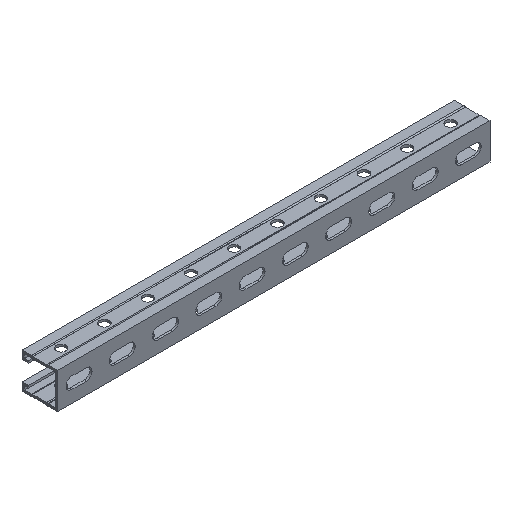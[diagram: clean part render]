
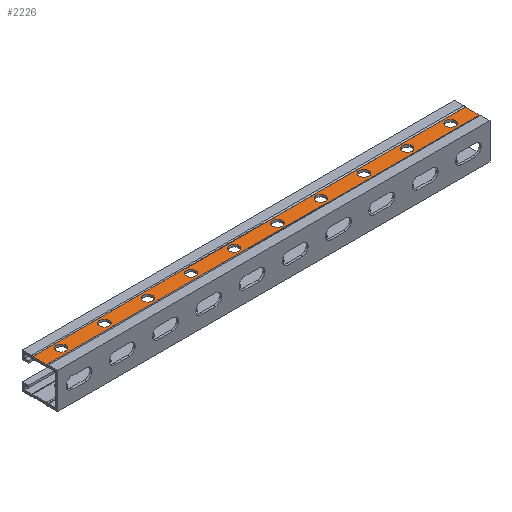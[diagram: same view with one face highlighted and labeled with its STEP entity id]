
A CAD part, isometric view. The second image highlights one B-rep face of the part: STEP entity #2226.
In plain terms, the highlighted planar face has unit normal (0, 0, 1).
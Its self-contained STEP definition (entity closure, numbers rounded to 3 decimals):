
#120=FACE_BOUND('',#490,.T.);
#121=FACE_BOUND('',#491,.T.);
#122=FACE_BOUND('',#492,.T.);
#123=FACE_BOUND('',#493,.T.);
#124=FACE_BOUND('',#494,.T.);
#125=FACE_BOUND('',#495,.T.);
#126=FACE_BOUND('',#496,.T.);
#127=FACE_BOUND('',#497,.T.);
#128=FACE_BOUND('',#498,.T.);
#129=FACE_BOUND('',#499,.T.);
#170=CIRCLE('',#2315,5.5);
#174=CIRCLE('',#2321,5.5);
#178=CIRCLE('',#2327,5.5);
#182=CIRCLE('',#2333,5.5);
#186=CIRCLE('',#2339,5.5);
#190=CIRCLE('',#2345,5.5);
#194=CIRCLE('',#2351,5.5);
#198=CIRCLE('',#2357,5.5);
#202=CIRCLE('',#2363,5.5);
#206=CIRCLE('',#2369,5.5);
#337=FACE_OUTER_BOUND('',#489,.T.);
#489=EDGE_LOOP('',(#1872,#1873,#1874,#1875));
#490=EDGE_LOOP('',(#1876));
#491=EDGE_LOOP('',(#1877));
#492=EDGE_LOOP('',(#1878));
#493=EDGE_LOOP('',(#1879));
#494=EDGE_LOOP('',(#1880));
#495=EDGE_LOOP('',(#1881));
#496=EDGE_LOOP('',(#1882));
#497=EDGE_LOOP('',(#1883));
#498=EDGE_LOOP('',(#1884));
#499=EDGE_LOOP('',(#1885));
#685=LINE('',#3667,#873);
#686=LINE('',#3670,#874);
#687=LINE('',#3672,#875);
#688=LINE('',#3673,#876);
#873=VECTOR('',#3057,10.);
#874=VECTOR('',#3060,10.);
#875=VECTOR('',#3061,10.);
#876=VECTOR('',#3062,10.);
#1010=VERTEX_POINT('',#3376);
#1014=VERTEX_POINT('',#3388);
#1018=VERTEX_POINT('',#3400);
#1022=VERTEX_POINT('',#3412);
#1026=VERTEX_POINT('',#3424);
#1030=VERTEX_POINT('',#3436);
#1034=VERTEX_POINT('',#3448);
#1038=VERTEX_POINT('',#3460);
#1042=VERTEX_POINT('',#3472);
#1046=VERTEX_POINT('',#3484);
#1076=VERTEX_POINT('',#3663);
#1077=VERTEX_POINT('',#3665);
#1078=VERTEX_POINT('',#3669);
#1079=VERTEX_POINT('',#3671);
#1222=EDGE_CURVE('',#1010,#1010,#170,.T.);
#1228=EDGE_CURVE('',#1014,#1014,#174,.T.);
#1234=EDGE_CURVE('',#1018,#1018,#178,.T.);
#1240=EDGE_CURVE('',#1022,#1022,#182,.T.);
#1246=EDGE_CURVE('',#1026,#1026,#186,.T.);
#1252=EDGE_CURVE('',#1030,#1030,#190,.T.);
#1258=EDGE_CURVE('',#1034,#1034,#194,.T.);
#1264=EDGE_CURVE('',#1038,#1038,#198,.T.);
#1270=EDGE_CURVE('',#1042,#1042,#202,.T.);
#1276=EDGE_CURVE('',#1046,#1046,#206,.T.);
#1369=EDGE_CURVE('',#1076,#1077,#685,.T.);
#1370=EDGE_CURVE('',#1078,#1076,#686,.T.);
#1371=EDGE_CURVE('',#1079,#1077,#687,.T.);
#1372=EDGE_CURVE('',#1078,#1079,#688,.T.);
#1872=ORIENTED_EDGE('',*,*,#1370,.T.);
#1873=ORIENTED_EDGE('',*,*,#1369,.T.);
#1874=ORIENTED_EDGE('',*,*,#1371,.F.);
#1875=ORIENTED_EDGE('',*,*,#1372,.F.);
#1876=ORIENTED_EDGE('',*,*,#1222,.T.);
#1877=ORIENTED_EDGE('',*,*,#1228,.T.);
#1878=ORIENTED_EDGE('',*,*,#1234,.T.);
#1879=ORIENTED_EDGE('',*,*,#1240,.T.);
#1880=ORIENTED_EDGE('',*,*,#1246,.T.);
#1881=ORIENTED_EDGE('',*,*,#1252,.T.);
#1882=ORIENTED_EDGE('',*,*,#1258,.T.);
#1883=ORIENTED_EDGE('',*,*,#1264,.T.);
#1884=ORIENTED_EDGE('',*,*,#1270,.T.);
#1885=ORIENTED_EDGE('',*,*,#1276,.T.);
#2023=PLANE('',#2459);
#2226=ADVANCED_FACE('',(#337,#120,#121,#122,#123,#124,#125,#126,#127,#128,
#129),#2023,.T.);
#2315=AXIS2_PLACEMENT_3D('',#3377,#2690,#2691);
#2321=AXIS2_PLACEMENT_3D('',#3389,#2704,#2705);
#2327=AXIS2_PLACEMENT_3D('',#3401,#2718,#2719);
#2333=AXIS2_PLACEMENT_3D('',#3413,#2732,#2733);
#2339=AXIS2_PLACEMENT_3D('',#3425,#2746,#2747);
#2345=AXIS2_PLACEMENT_3D('',#3437,#2760,#2761);
#2351=AXIS2_PLACEMENT_3D('',#3449,#2774,#2775);
#2357=AXIS2_PLACEMENT_3D('',#3461,#2788,#2789);
#2363=AXIS2_PLACEMENT_3D('',#3473,#2802,#2803);
#2369=AXIS2_PLACEMENT_3D('',#3485,#2816,#2817);
#2459=AXIS2_PLACEMENT_3D('',#3668,#3058,#3059);
#2690=DIRECTION('center_axis',(0.,0.,-1.));
#2691=DIRECTION('ref_axis',(-1.,0.,0.));
#2704=DIRECTION('center_axis',(0.,0.,-1.));
#2705=DIRECTION('ref_axis',(-1.,0.,0.));
#2718=DIRECTION('center_axis',(0.,0.,-1.));
#2719=DIRECTION('ref_axis',(-1.,0.,0.));
#2732=DIRECTION('center_axis',(0.,0.,-1.));
#2733=DIRECTION('ref_axis',(-1.,0.,0.));
#2746=DIRECTION('center_axis',(0.,0.,-1.));
#2747=DIRECTION('ref_axis',(-1.,0.,0.));
#2760=DIRECTION('center_axis',(0.,0.,-1.));
#2761=DIRECTION('ref_axis',(-1.,0.,0.));
#2774=DIRECTION('center_axis',(0.,0.,-1.));
#2775=DIRECTION('ref_axis',(-1.,0.,0.));
#2788=DIRECTION('center_axis',(0.,0.,-1.));
#2789=DIRECTION('ref_axis',(-1.,0.,0.));
#2802=DIRECTION('center_axis',(0.,0.,-1.));
#2803=DIRECTION('ref_axis',(-1.,0.,0.));
#2816=DIRECTION('center_axis',(0.,0.,-1.));
#2817=DIRECTION('ref_axis',(-1.,0.,0.));
#3057=DIRECTION('',(1.,0.,0.));
#3058=DIRECTION('center_axis',(0.,0.,1.));
#3059=DIRECTION('ref_axis',(0.,-1.,0.));
#3060=DIRECTION('',(0.,-1.,0.));
#3061=DIRECTION('',(0.,-1.,0.));
#3062=DIRECTION('',(1.,0.,0.));
#3376=CARTESIAN_POINT('',(480.5,0.155,20.15));
#3377=CARTESIAN_POINT('Origin',(475.,0.155,20.15));
#3388=CARTESIAN_POINT('',(380.5,0.155,20.15));
#3389=CARTESIAN_POINT('Origin',(375.,0.155,20.15));
#3400=CARTESIAN_POINT('',(280.5,0.155,20.15));
#3401=CARTESIAN_POINT('Origin',(275.,0.155,20.15));
#3412=CARTESIAN_POINT('',(180.5,0.155,20.15));
#3413=CARTESIAN_POINT('Origin',(175.,0.155,20.15));
#3424=CARTESIAN_POINT('',(80.5,0.155,20.15));
#3425=CARTESIAN_POINT('Origin',(75.,0.155,20.15));
#3436=CARTESIAN_POINT('',(30.5,0.155,20.15));
#3437=CARTESIAN_POINT('Origin',(25.,0.155,20.15));
#3448=CARTESIAN_POINT('',(130.5,0.155,20.15));
#3449=CARTESIAN_POINT('Origin',(125.,0.155,20.15));
#3460=CARTESIAN_POINT('',(230.5,0.155,20.15));
#3461=CARTESIAN_POINT('Origin',(225.,0.155,20.15));
#3472=CARTESIAN_POINT('',(330.5,0.155,20.15));
#3473=CARTESIAN_POINT('Origin',(325.,0.155,20.15));
#3484=CARTESIAN_POINT('',(430.5,0.155,20.15));
#3485=CARTESIAN_POINT('Origin',(425.,0.155,20.15));
#3663=CARTESIAN_POINT('',(0.,-8.002,20.15));
#3665=CARTESIAN_POINT('',(500.,-8.002,20.15));
#3667=CARTESIAN_POINT('',(0.,-8.002,20.15));
#3668=CARTESIAN_POINT('Origin',(0.,8.002,20.15));
#3669=CARTESIAN_POINT('',(0.,8.002,20.15));
#3670=CARTESIAN_POINT('',(0.,8.002,20.15));
#3671=CARTESIAN_POINT('',(500.,8.002,20.15));
#3672=CARTESIAN_POINT('',(500.,8.002,20.15));
#3673=CARTESIAN_POINT('',(0.,8.002,20.15));
